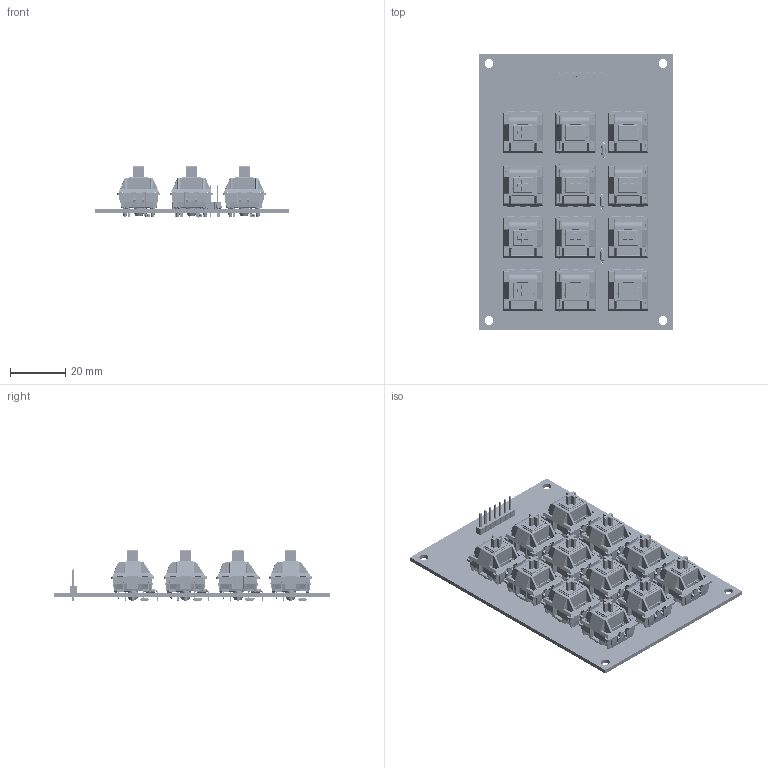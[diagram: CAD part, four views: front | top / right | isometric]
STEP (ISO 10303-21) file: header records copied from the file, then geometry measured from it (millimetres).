
FILE_DESCRIPTION(('KiCad electronic assembly'),'2;1');
FILE_NAME('Keyboardv0.step','2025-12-10T20:46:34',('Pcbnew'),('Kicad'), 'Open CASCADE STEP processor 7.8','KiCad to STEP converter','Unknown' );
FILE_SCHEMA(('AUTOMOTIVE_DESIGN { 1 0 10303 214 1 1 1 1 }'));
Length unit declared in the file: millimetre
Products named in the file (6): Keyboardv0 1; R_Axial_DIN0204_L3.6mm_D1.6mm_P5.08mm_Horizontal; SW_Cherry_MX_PCB; PinHeader_1x07_P2.54mm_Vertical; D_SOD-123; Keyboardv0_PCB
Assembly tree (29 placements, depth 2):
  Keyboardv0 1
    R_Axial_DIN0204_L3.6mm_D1.6mm_P5.08mm_Horizontal  x3
    SW_Cherry_MX_PCB  x12
    PinHeader_1x07_P2.54mm_Vertical
    D_SOD-123  x12
    Keyboardv0_PCB
Bounding box: 70 x 100 x 18.6 mm (x, y, z)
Volume: 22391.8 mm3; surface area: 54491 mm2
Topology: 101 solids, 101 shells, 12312 faces, 32272 edges, 20320 vertices
Faces by surface type: plane 7624, cylinder 3236, bspline 576, torus 444, sphere 312, cone 120
Full cylindrical faces by diameter (mm): 0.5 x6, 0.7 x6, 1 x7, 1.44 x3, 1.5 x24, 1.6 x6, 1.75 x24, 3.2 x4, 4 x12
Entity records: 56777 total; most frequent: CARTESIAN_POINT 16788, ORIENTED_EDGE 6606, DIRECTION 6219, EDGE_CURVE 3303, LINE 2451, VECTOR 2451, VERTEX_POINT 2087, AXIS2_PLACEMENT_3D 1884
